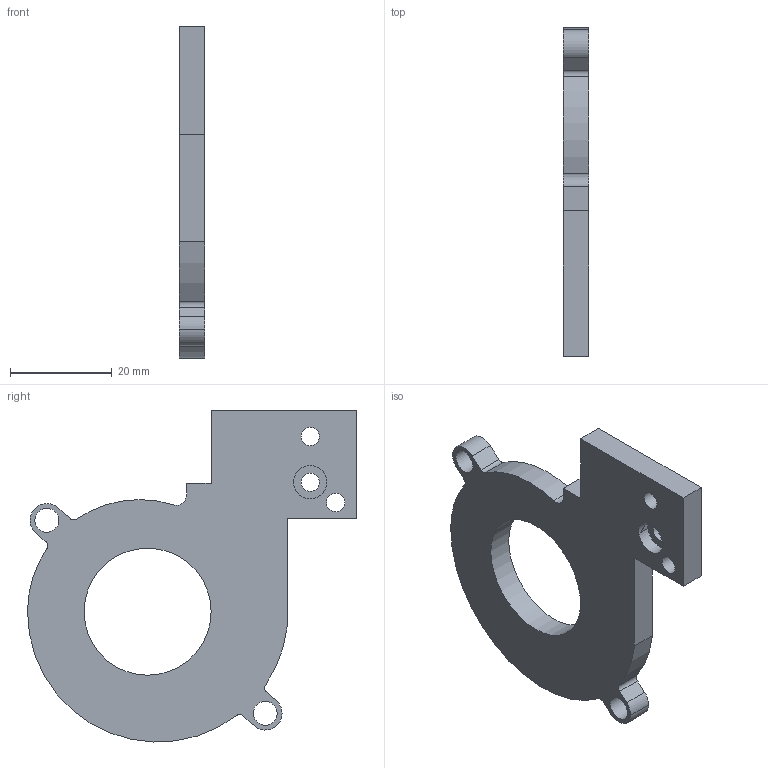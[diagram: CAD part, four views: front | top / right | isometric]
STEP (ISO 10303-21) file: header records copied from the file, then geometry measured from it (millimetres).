
FILE_DESCRIPTION(('HOOPS Exchange Step'),'2;1');
FILE_NAME('temp_export.step','2020-04-24T21:12:45+19:00',('mobile'),('Shapr3D Limited'),'HOOPS Exchange 2018.1','Shapr3D','Authorized');
FILE_SCHEMA( ('AP203_CONFIGURATION_CONTROLLED_3D_DESIGN_OF_MECHANICAL_PARTS_AND_ASSEMBLIES_MIM_LF') );
Length unit declared in the file: millimetre
Products named in the file (1): Cooling Plate
Bounding box: 5 x 64.76 x 65.36 mm (x, y, z)
Volume: 10690.4 mm3; surface area: 6286.9 mm2
Topology: 1 solids, 1 shells, 36 faces, 103 edges, 70 vertices
Faces by surface type: cylinder 20, plane 16
Full cylindrical faces by diameter (mm): 3.606 x3, 4.7 x2, 6.606 x1, 25 x1
Entity records: 1262 total; most frequent: DIRECTION 223, CARTESIAN_POINT 210, ORIENTED_EDGE 206, EDGE_CURVE 103, AXIS2_PLACEMENT_3D 83, VERTEX_POINT 70, VECTOR 57, LINE 57
